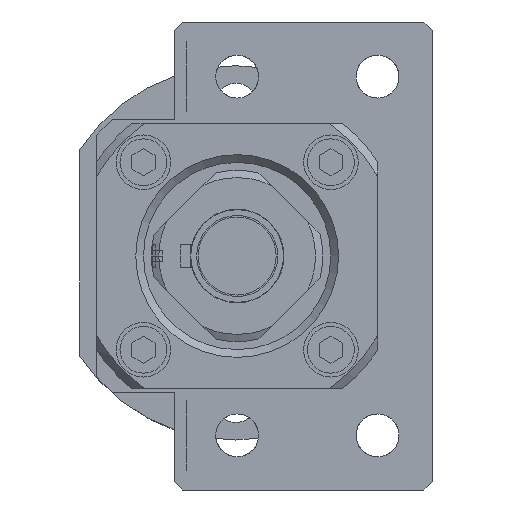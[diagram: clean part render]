
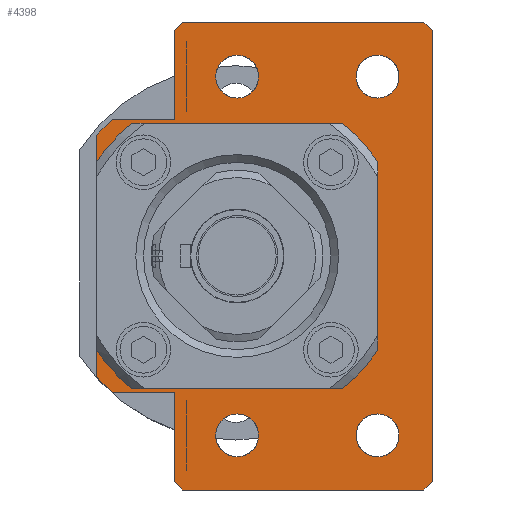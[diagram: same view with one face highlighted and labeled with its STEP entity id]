
A CAD part, left-side view. The second image highlights one B-rep face of the part: STEP entity #4398.
In plain terms, the highlighted face is planar.
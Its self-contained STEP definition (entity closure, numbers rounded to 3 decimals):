
#251=FACE_BOUND('',#1489,.T.);
#252=FACE_BOUND('',#1490,.T.);
#253=FACE_BOUND('',#1491,.T.);
#254=FACE_BOUND('',#1492,.T.);
#255=FACE_BOUND('',#1493,.T.);
#411=LINE('',#7847,#738);
#415=LINE('',#7854,#742);
#418=LINE('',#7867,#745);
#423=LINE('',#7880,#750);
#427=LINE('',#7890,#754);
#431=LINE('',#7898,#758);
#433=LINE('',#7903,#760);
#488=LINE('',#8234,#815);
#491=LINE('',#8239,#818);
#493=LINE('',#8243,#820);
#495=LINE('',#8246,#822);
#496=LINE('',#8248,#823);
#497=LINE('',#8250,#824);
#498=LINE('',#8251,#825);
#499=LINE('',#8256,#826);
#500=LINE('',#8260,#827);
#501=LINE('',#8264,#828);
#502=LINE('',#8267,#829);
#738=VECTOR('',#5500,10.);
#742=VECTOR('',#5506,10.);
#745=VECTOR('',#5519,10.);
#750=VECTOR('',#5530,10.);
#754=VECTOR('',#5540,1000.);
#758=VECTOR('',#5546,1000.);
#760=VECTOR('',#5550,1000.);
#815=VECTOR('',#5763,1000.);
#818=VECTOR('',#5768,1000.);
#820=VECTOR('',#5772,1000.);
#822=VECTOR('',#5776,1000.);
#823=VECTOR('',#5779,1000.);
#824=VECTOR('',#5782,1000.);
#825=VECTOR('',#5783,1000.);
#826=VECTOR('',#5786,1000.);
#827=VECTOR('',#5789,1000.);
#828=VECTOR('',#5792,1000.);
#829=VECTOR('',#5795,1000.);
#1185=FACE_OUTER_BOUND('',#1488,.T.);
#1488=EDGE_LOOP('',(#3600,#3601,#3602,#3603,#3604,#3605,#3606,#3607,#3608,
#3609,#3610,#3611,#3612,#3613));
#1489=EDGE_LOOP('',(#3614));
#1490=EDGE_LOOP('',(#3615));
#1491=EDGE_LOOP('',(#3616));
#1492=EDGE_LOOP('',(#3617));
#1493=EDGE_LOOP('',(#3618,#3619,#3620,#3621,#3622,#3623,#3624,#3625));
#1698=CIRCLE('',#4756,2.75);
#1700=CIRCLE('',#4761,2.75);
#1702=CIRCLE('',#4766,2.75);
#1704=CIRCLE('',#4771,2.75);
#1764=CIRCLE('',#4879,20.7);
#1765=CIRCLE('',#4880,20.7);
#1766=CIRCLE('',#4881,20.7);
#1767=CIRCLE('',#4882,20.7);
#1943=VERTEX_POINT('',#7103);
#1957=VERTEX_POINT('',#7309);
#1971=VERTEX_POINT('',#7515);
#1985=VERTEX_POINT('',#7721);
#2000=VERTEX_POINT('',#7844);
#2001=VERTEX_POINT('',#7846);
#2003=VERTEX_POINT('',#7852);
#2007=VERTEX_POINT('',#7864);
#2008=VERTEX_POINT('',#7866);
#2013=VERTEX_POINT('',#7879);
#2016=VERTEX_POINT('',#7889);
#2019=VERTEX_POINT('',#7897);
#2020=VERTEX_POINT('',#7901);
#2021=VERTEX_POINT('',#7902);
#2108=VERTEX_POINT('',#8232);
#2109=VERTEX_POINT('',#8233);
#2110=VERTEX_POINT('',#8238);
#2111=VERTEX_POINT('',#8242);
#2112=VERTEX_POINT('',#8252);
#2113=VERTEX_POINT('',#8253);
#2114=VERTEX_POINT('',#8255);
#2115=VERTEX_POINT('',#8257);
#2116=VERTEX_POINT('',#8259);
#2117=VERTEX_POINT('',#8261);
#2118=VERTEX_POINT('',#8263);
#2119=VERTEX_POINT('',#8265);
#2419=EDGE_CURVE('',#1943,#1943,#1698,.T.);
#2436=EDGE_CURVE('',#1957,#1957,#1700,.T.);
#2453=EDGE_CURVE('',#1971,#1971,#1702,.T.);
#2470=EDGE_CURVE('',#1985,#1985,#1704,.T.);
#2490=EDGE_CURVE('',#2001,#2000,#411,.F.);
#2494=EDGE_CURVE('',#2000,#2003,#415,.F.);
#2500=EDGE_CURVE('',#2008,#2007,#418,.F.);
#2507=EDGE_CURVE('',#2013,#2008,#423,.F.);
#2512=EDGE_CURVE('',#2007,#2016,#427,.T.);
#2516=EDGE_CURVE('',#2019,#2001,#431,.T.);
#2518=EDGE_CURVE('',#2020,#2021,#433,.T.);
#2646=EDGE_CURVE('',#2108,#2109,#488,.T.);
#2649=EDGE_CURVE('',#2109,#2110,#491,.T.);
#2651=EDGE_CURVE('',#2110,#2111,#493,.T.);
#2653=EDGE_CURVE('',#2111,#2013,#495,.T.);
#2654=EDGE_CURVE('',#2003,#2108,#496,.T.);
#2655=EDGE_CURVE('',#2020,#2019,#497,.T.);
#2656=EDGE_CURVE('',#2016,#2021,#498,.T.);
#2657=EDGE_CURVE('',#2112,#2113,#1764,.T.);
#2658=EDGE_CURVE('',#2114,#2113,#499,.T.);
#2659=EDGE_CURVE('',#2114,#2115,#1765,.T.);
#2660=EDGE_CURVE('',#2116,#2115,#500,.T.);
#2661=EDGE_CURVE('',#2116,#2117,#1766,.T.);
#2662=EDGE_CURVE('',#2118,#2117,#501,.T.);
#2663=EDGE_CURVE('',#2118,#2119,#1767,.T.);
#2664=EDGE_CURVE('',#2112,#2119,#502,.T.);
#3600=ORIENTED_EDGE('',*,*,#2655,.T.);
#3601=ORIENTED_EDGE('',*,*,#2516,.T.);
#3602=ORIENTED_EDGE('',*,*,#2490,.T.);
#3603=ORIENTED_EDGE('',*,*,#2494,.T.);
#3604=ORIENTED_EDGE('',*,*,#2654,.T.);
#3605=ORIENTED_EDGE('',*,*,#2646,.T.);
#3606=ORIENTED_EDGE('',*,*,#2649,.T.);
#3607=ORIENTED_EDGE('',*,*,#2651,.T.);
#3608=ORIENTED_EDGE('',*,*,#2653,.T.);
#3609=ORIENTED_EDGE('',*,*,#2507,.T.);
#3610=ORIENTED_EDGE('',*,*,#2500,.T.);
#3611=ORIENTED_EDGE('',*,*,#2512,.T.);
#3612=ORIENTED_EDGE('',*,*,#2656,.T.);
#3613=ORIENTED_EDGE('',*,*,#2518,.F.);
#3614=ORIENTED_EDGE('',*,*,#2419,.T.);
#3615=ORIENTED_EDGE('',*,*,#2436,.T.);
#3616=ORIENTED_EDGE('',*,*,#2453,.T.);
#3617=ORIENTED_EDGE('',*,*,#2470,.T.);
#3618=ORIENTED_EDGE('',*,*,#2657,.T.);
#3619=ORIENTED_EDGE('',*,*,#2658,.F.);
#3620=ORIENTED_EDGE('',*,*,#2659,.T.);
#3621=ORIENTED_EDGE('',*,*,#2660,.F.);
#3622=ORIENTED_EDGE('',*,*,#2661,.T.);
#3623=ORIENTED_EDGE('',*,*,#2662,.F.);
#3624=ORIENTED_EDGE('',*,*,#2663,.T.);
#3625=ORIENTED_EDGE('',*,*,#2664,.F.);
#4204=PLANE('',#4878);
#4398=ADVANCED_FACE('',(#1185,#251,#252,#253,#254,#255),#4204,.T.);
#4756=AXIS2_PLACEMENT_3D('',#7104,#5434,#5435);
#4761=AXIS2_PLACEMENT_3D('',#7310,#5447,#5448);
#4766=AXIS2_PLACEMENT_3D('',#7516,#5460,#5461);
#4771=AXIS2_PLACEMENT_3D('',#7722,#5473,#5474);
#4878=AXIS2_PLACEMENT_3D('',#8249,#5780,#5781);
#4879=AXIS2_PLACEMENT_3D('',#8254,#5784,#5785);
#4880=AXIS2_PLACEMENT_3D('',#8258,#5787,#5788);
#4881=AXIS2_PLACEMENT_3D('',#8262,#5790,#5791);
#4882=AXIS2_PLACEMENT_3D('',#8266,#5793,#5794);
#5434=DIRECTION('center_axis',(0.,0.,-1.));
#5435=DIRECTION('ref_axis',(1.,0.,0.));
#5447=DIRECTION('center_axis',(0.,0.,-1.));
#5448=DIRECTION('ref_axis',(1.,0.,0.));
#5460=DIRECTION('center_axis',(0.,0.,-1.));
#5461=DIRECTION('ref_axis',(1.,0.,0.));
#5473=DIRECTION('center_axis',(0.,0.,-1.));
#5474=DIRECTION('ref_axis',(1.,0.,0.));
#5500=DIRECTION('',(1.,0.,0.));
#5506=DIRECTION('',(0.707,0.707,0.));
#5519=DIRECTION('',(1.,0.,0.));
#5530=DIRECTION('',(0.707,-0.707,0.));
#5540=DIRECTION('',(0.,1.,0.));
#5546=DIRECTION('',(0.,-1.,0.));
#5550=DIRECTION('',(1.,0.,0.));
#5763=DIRECTION('',(0.707,-0.707,0.));
#5768=DIRECTION('',(1.,0.,0.));
#5772=DIRECTION('',(0.707,0.707,0.));
#5776=DIRECTION('',(0.,1.,0.));
#5779=DIRECTION('',(0.,-1.,0.));
#5780=DIRECTION('center_axis',(0.,0.,1.));
#5781=DIRECTION('ref_axis',(1.,0.,0.));
#5782=DIRECTION('',(-0.707,-0.707,0.));
#5783=DIRECTION('',(-0.707,0.707,0.));
#5784=DIRECTION('center_axis',(0.,0.,-1.));
#5785=DIRECTION('ref_axis',(-1.,0.,0.));
#5786=DIRECTION('',(-1.,0.,0.));
#5787=DIRECTION('center_axis',(0.,0.,-1.));
#5788=DIRECTION('ref_axis',(-1.,0.,0.));
#5789=DIRECTION('',(0.,1.,0.));
#5790=DIRECTION('center_axis',(0.,0.,-1.));
#5791=DIRECTION('ref_axis',(-1.,0.,0.));
#5792=DIRECTION('',(1.,0.,0.));
#5793=DIRECTION('center_axis',(0.,0.,-1.));
#5794=DIRECTION('ref_axis',(-1.,0.,0.));
#5795=DIRECTION('',(0.,-1.,0.));
#7103=CARTESIAN_POINT('',(-25.75,-18.,0.));
#7104=CARTESIAN_POINT('Origin',(-23.,-18.,0.));
#7309=CARTESIAN_POINT('',(20.25,-18.,0.));
#7310=CARTESIAN_POINT('Origin',(23.,-18.,0.));
#7515=CARTESIAN_POINT('',(-25.75,0.,0.));
#7516=CARTESIAN_POINT('Origin',(-23.,0.,0.));
#7721=CARTESIAN_POINT('',(20.25,0.,0.));
#7722=CARTESIAN_POINT('Origin',(23.,0.,0.));
#7844=CARTESIAN_POINT('',(-28.95,8.,0.));
#7846=CARTESIAN_POINT('',(-17.5,8.,0.));
#7847=CARTESIAN_POINT('',(-8.75,8.,0.));
#7852=CARTESIAN_POINT('',(-30.,6.95,0.));
#7854=CARTESIAN_POINT('',(-23.837,13.112,0.));
#7864=CARTESIAN_POINT('',(17.5,8.,0.));
#7866=CARTESIAN_POINT('',(28.95,8.,0.));
#7867=CARTESIAN_POINT('',(14.475,8.,0.));
#7879=CARTESIAN_POINT('',(30.,6.95,0.));
#7880=CARTESIAN_POINT('',(24.362,12.587,0.));
#7889=CARTESIAN_POINT('',(17.5,16.,0.));
#7890=CARTESIAN_POINT('',(17.5,7.5,0.));
#7897=CARTESIAN_POINT('',(-17.5,16.,0.));
#7898=CARTESIAN_POINT('',(-17.5,16.,0.));
#7901=CARTESIAN_POINT('',(-15.5,18.,0.));
#7902=CARTESIAN_POINT('',(15.5,18.,0.));
#7903=CARTESIAN_POINT('',(15.5,18.,0.));
#8232=CARTESIAN_POINT('',(-30.,-23.95,0.));
#8233=CARTESIAN_POINT('',(-28.95,-25.,0.));
#8234=CARTESIAN_POINT('',(-30.,-23.95,0.));
#8238=CARTESIAN_POINT('',(28.95,-25.,0.));
#8239=CARTESIAN_POINT('',(-28.95,-25.,0.));
#8242=CARTESIAN_POINT('',(30.,-23.95,0.));
#8243=CARTESIAN_POINT('',(28.95,-25.,0.));
#8246=CARTESIAN_POINT('',(30.,-23.95,0.));
#8248=CARTESIAN_POINT('',(-30.,6.45,0.));
#8249=CARTESIAN_POINT('Origin',(0.,0.,0.));
#8250=CARTESIAN_POINT('',(-15.5,18.,0.));
#8251=CARTESIAN_POINT('',(17.5,16.,0.));
#8252=CARTESIAN_POINT('',(-16.98,11.839,0.));
#8253=CARTESIAN_POINT('',(-10.257,17.98,0.));
#8254=CARTESIAN_POINT('Origin',(0.,0.,0.));
#8255=CARTESIAN_POINT('',(10.257,17.98,0.));
#8256=CARTESIAN_POINT('',(16.98,17.98,0.));
#8257=CARTESIAN_POINT('',(16.98,11.839,0.));
#8258=CARTESIAN_POINT('Origin',(0.,0.,0.));
#8259=CARTESIAN_POINT('',(16.98,-11.839,0.));
#8260=CARTESIAN_POINT('',(16.98,-17.98,0.));
#8261=CARTESIAN_POINT('',(10.257,-17.98,0.));
#8262=CARTESIAN_POINT('Origin',(0.,0.,0.));
#8263=CARTESIAN_POINT('',(-10.257,-17.98,0.));
#8264=CARTESIAN_POINT('',(-16.98,-17.98,0.));
#8265=CARTESIAN_POINT('',(-16.98,-11.839,0.));
#8266=CARTESIAN_POINT('Origin',(0.,0.,0.));
#8267=CARTESIAN_POINT('',(-16.98,17.98,0.));
